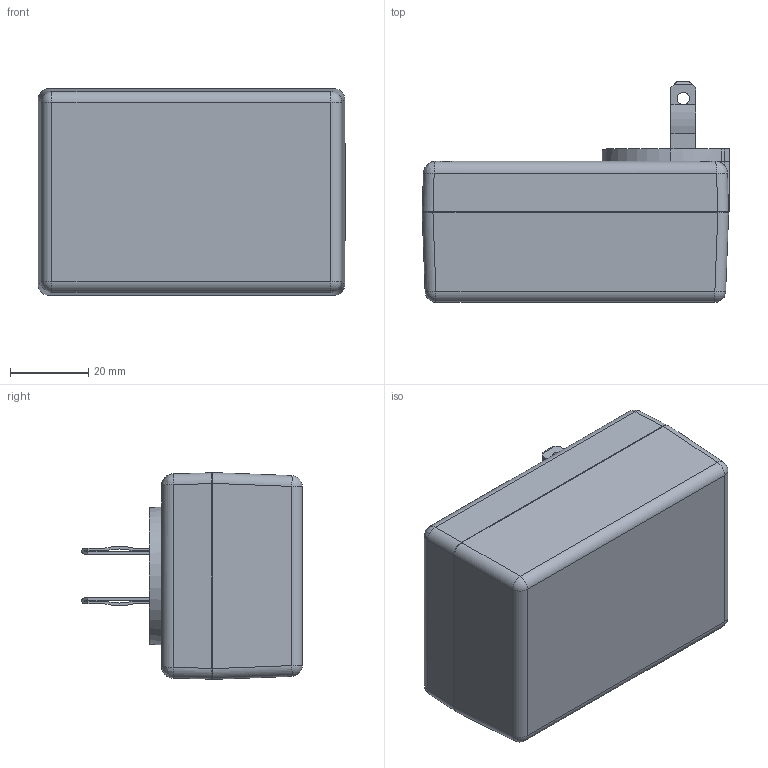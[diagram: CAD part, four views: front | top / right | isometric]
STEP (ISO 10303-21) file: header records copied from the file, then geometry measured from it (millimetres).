
FILE_DESCRIPTION (( 'STEP AP214' ), '1' );
FILE_NAME ('PM2314T02XNT.STEP', '2010-07-15T14:09:02', ( '' ), ( '' ), 'SwSTEP 2.0', 'SolidWorks 2010', '' );
FILE_SCHEMA (( 'AUTOMOTIVE_DESIGN' ));
Length unit declared in the file: inch
Products named in the file (7): TS-2309B_TS-2309BP; B2305 ASS''Y_B23052XNT; MPB2305_MPB23052NT; BLADES; WELD DISC-PS-BK; SCREWS-HL1-BR; PM2314T02XNT
Assembly tree (10 placements, depth 3):
  PM2314T02XNT
    SCREWS-HL1-BR  x4
    TS-2309B_TS-2309BP
    B2305 ASS''Y_B23052XNT
      MPB2305_MPB23052NT
      BLADES  x2
      WELD DISC-PS-BK
Bounding box: 78.8 x 56.46 x 52.96 mm (x, y, z)
Volume: 38501.6 mm3; surface area: 41358.3 mm2
Topology: 9 solids, 9 shells, 850 faces, 2342 edges, 1520 vertices
Faces by surface type: cylinder 468, plane 237, cone 101, bspline 32, sphere 12
Entity records: 16875 total; most frequent: CARTESIAN_POINT 5849, ORIENTED_EDGE 2406, DIRECTION 2119, EDGE_CURVE 1203, VERTEX_POINT 770, AXIS2_PLACEMENT_3D 763, VECTOR 593, LINE 593
